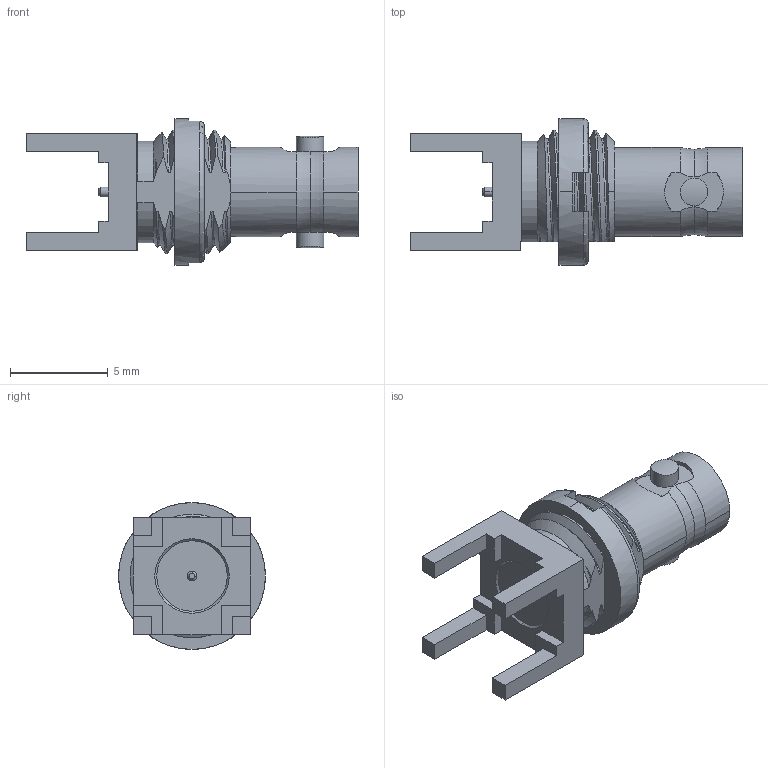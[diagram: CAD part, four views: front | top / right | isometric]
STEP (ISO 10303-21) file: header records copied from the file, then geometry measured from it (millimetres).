
FILE_DESCRIPTION(('STEP AP214'),'1');
FILE_NAME('34-1126-12G_CHECK.stp','2020-05-08T08:46:52',(' '),('ANSOFT Corporation'),'Spatial InterOp 3D',' ',' ');
FILE_SCHEMA(('AUTOMOTIVE_DESIGN { 1 0 10303 214 1 1 1 1 }'));
Length unit declared in the file: millimetre
Products named in the file (1): 34112612g_Unnamed_1_2
Bounding box: 16.96 x 7.5 x 7.5 mm (x, y, z)
Volume: 278.4 mm3; surface area: 521.9 mm2
Topology: 1 solids, 1 shells, 173 faces, 472 edges, 309 vertices
Faces by surface type: cylinder 61, plane 60, cone 25, bspline 21, torus 6
Entity records: 13921 total; most frequent: CARTESIAN_POINT 8400, ORIENTED_EDGE 938, DIRECTION 746, EDGE_CURVE 469, VERTEX_POINT 309, AXIS2_PLACEMENT_3D 267, LINE 212, VECTOR 212
